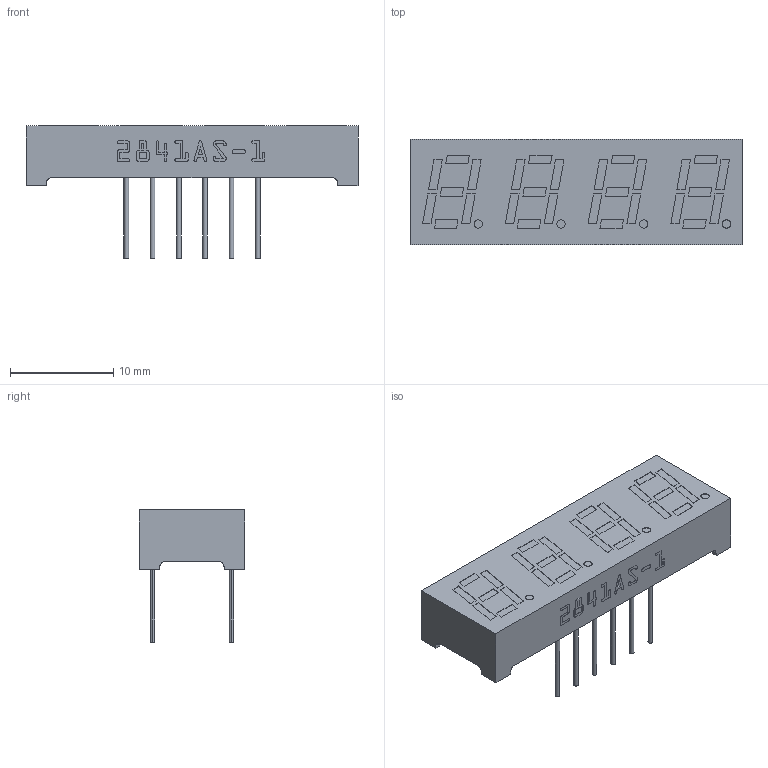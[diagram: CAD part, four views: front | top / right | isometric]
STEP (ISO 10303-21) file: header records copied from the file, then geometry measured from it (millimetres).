
FILE_DESCRIPTION (( 'STEP AP214' ), '1' );
FILE_NAME ('2841AS-1.STEP', '2021-06-27T14:07:02', ( '' ), ( '' ), 'SwSTEP 2.0', 'SolidWorks 2018', '' );
FILE_SCHEMA (( 'AUTOMOTIVE_DESIGN' ));
Length unit declared in the file: millimetre
Products named in the file (1): 2841AS-1
Bounding box: 32.1 x 10.21 x 12.8 mm (x, y, z)
Volume: 1655.6 mm3; surface area: 1243.6 mm2
Topology: 1 solids, 1 shells, 371 faces, 930 edges, 616 vertices
Faces by surface type: plane 261, bspline 62, cylinder 48
Entity records: 15293 total; most frequent: CARTESIAN_POINT 4360, ORIENTED_EDGE 1860, DIRECTION 1486, EDGE_CURVE 930, VECTOR 722, LINE 722, VERTEX_POINT 616, EDGE_LOOP 426
